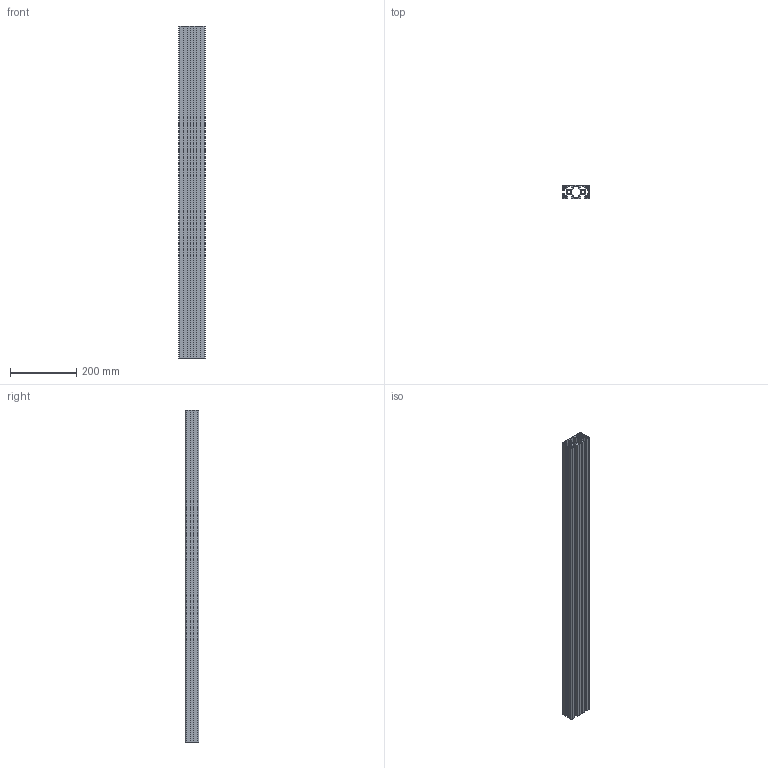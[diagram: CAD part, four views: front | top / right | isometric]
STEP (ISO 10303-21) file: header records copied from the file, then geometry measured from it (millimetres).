
FILE_DESCRIPTION(/* description */ ('KriTec Profil 10 80x40 3N leicht'),/* implementation_level */ '2;1');
FILE_NAME(/* name */ '82060_KriTec_Profil_10_80x40_3N_leicht.stp',/* time_stamp */ '2021-06-11T12:07:15+02:00',/* author */ ('jendrek'),/* organization */ (''),/* preprocessor_version */ 'ST-DEVELOPER v17',/* originating_system */ 'Autodesk Inventor 2018',/* authorisation */ '');
FILE_SCHEMA (('AUTOMOTIVE_DESIGN { 1 0 10303 214 3 1 1 }'));
Length unit declared in the file: millimetre
Products named in the file (1): 82060 -1000
Bounding box: 80 x 40 x 1000 mm (x, y, z)
Volume: 1052798.1 mm3; surface area: 889864.3 mm2
Topology: 1 solids, 1 shells, 174 faces, 516 edges, 344 vertices
Faces by surface type: plane 154, cylinder 20
Entity records: 5819 total; most frequent: CARTESIAN_POINT 1035, ORIENTED_EDGE 1032, DIRECTION 906, EDGE_CURVE 516, LINE 476, VECTOR 476, VERTEX_POINT 344, AXIS2_PLACEMENT_3D 215
